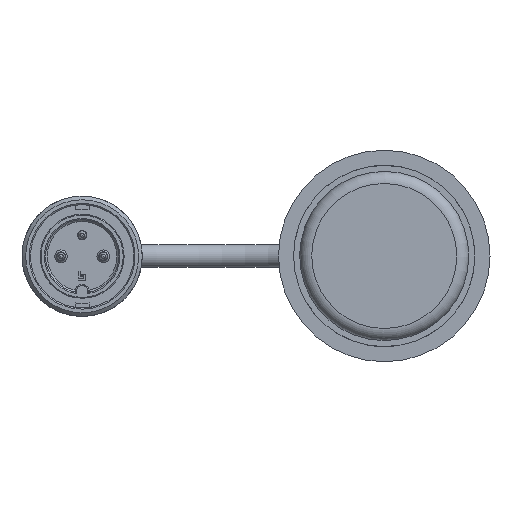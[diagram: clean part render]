
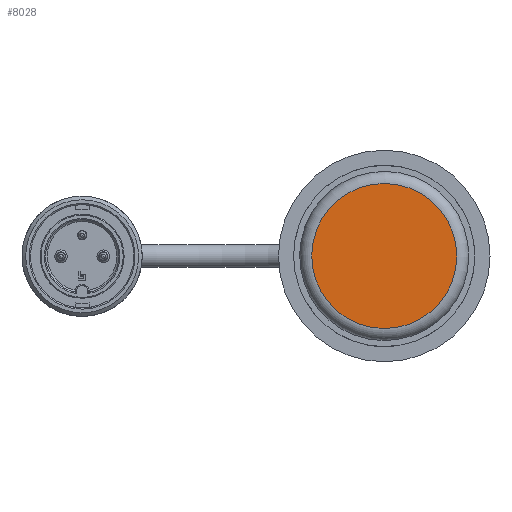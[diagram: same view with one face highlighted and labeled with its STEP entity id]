
A CAD part, front view. The second image highlights one B-rep face of the part: STEP entity #8028.
In plain terms, the highlighted planar face has unit normal (0, -1, 0).
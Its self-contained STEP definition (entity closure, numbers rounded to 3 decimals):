
#1798=PLANE('',#8838);
#2297=FACE_OUTER_BOUND('',#2794,.T.);
#2794=EDGE_LOOP('',(#7116));
#3173=CIRCLE('',#8836,12.);
#3903=VERTEX_POINT('',#17950);
#4977=EDGE_CURVE('',#3903,#3903,#3173,.T.);
#7116=ORIENTED_EDGE('',*,*,#4977,.F.);
#8028=ADVANCED_FACE('',(#2297),#1798,.T.);
#8836=AXIS2_PLACEMENT_3D('',#17951,#11084,#11085);
#8838=AXIS2_PLACEMENT_3D('',#17954,#11088,#11089);
#11084=DIRECTION('center_axis',(0.,1.,0.));
#11085=DIRECTION('ref_axis',(-0.982,0.,0.188));
#11088=DIRECTION('center_axis',(0.,-1.,0.));
#11089=DIRECTION('ref_axis',(-0.188,0.,-0.982));
#17950=CARTESIAN_POINT('',(11.787,0.,-2.252));
#17951=CARTESIAN_POINT('Origin',(0.,0.,
0.));
#17954=CARTESIAN_POINT('Origin',(13.751,0.,
-2.627));
